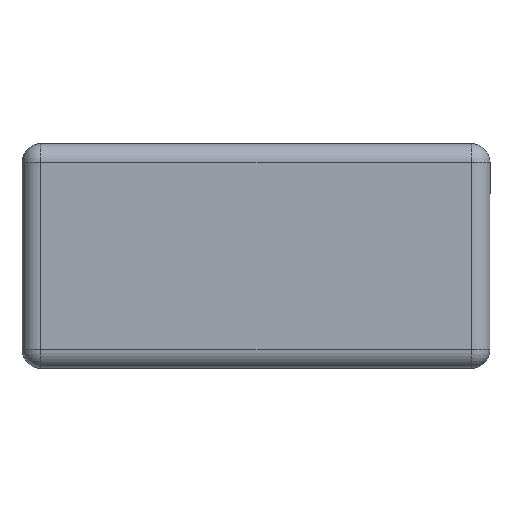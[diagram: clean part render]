
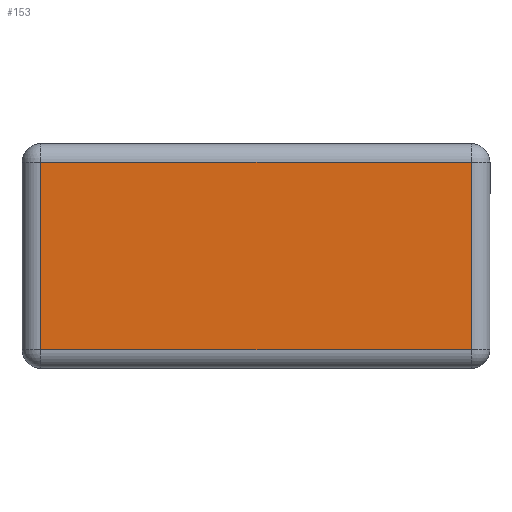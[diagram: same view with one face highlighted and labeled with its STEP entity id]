
A CAD part, left-side view. The second image highlights one B-rep face of the part: STEP entity #153.
In plain terms, the highlighted planar face has unit normal (-1, 0, 0).
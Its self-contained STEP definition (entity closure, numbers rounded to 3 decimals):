
#153 = ADVANCED_FACE( '', ( #273 ), #274, .T. );
#273 = FACE_OUTER_BOUND( '', #371, .T. );
#274 = PLANE( '', #372 );
#371 = EDGE_LOOP( '', ( #586, #587, #588, #589 ) );
#372 = AXIS2_PLACEMENT_3D( '', #590, #591, #592 );
#586 = ORIENTED_EDGE( '', *, *, #675, .T. );
#587 = ORIENTED_EDGE( '', *, *, #683, .T. );
#588 = ORIENTED_EDGE( '', *, *, #626, .T. );
#589 = ORIENTED_EDGE( '', *, *, #699, .T. );
#590 = CARTESIAN_POINT( '', ( -0.25, -0.625, 0.6 ) );
#591 = DIRECTION( '', ( -1., 0., 0. ) );
#592 = DIRECTION( '', ( 0., 0., 1. ) );
#626 = EDGE_CURVE( '', #723, #721, #724, .F. );
#675 = EDGE_CURVE( '', #791, #773, #795, .T. );
#683 = EDGE_CURVE( '', #773, #723, #806, .F. );
#699 = EDGE_CURVE( '', #721, #791, #823, .T. );
#721 = VERTEX_POINT( '', #853 );
#723 = VERTEX_POINT( '', #855 );
#724 = LINE( '', #856, #857 );
#773 = VERTEX_POINT( '', #917 );
#791 = VERTEX_POINT( '', #940 );
#795 = LINE( '', #945, #946 );
#806 = LINE( '', #959, #960 );
#823 = LINE( '', #982, #983 );
#853 = CARTESIAN_POINT( '', ( -0.25, -0.575, 0.55 ) );
#855 = CARTESIAN_POINT( '', ( -0.25, -0.575, 0.05 ) );
#856 = CARTESIAN_POINT( '', ( -0.25, -0.575, 0.6 ) );
#857 = VECTOR( '', #997, 1000. );
#917 = CARTESIAN_POINT( '', ( -0.25, 0.575, 0.05 ) );
#940 = CARTESIAN_POINT( '', ( -0.25, 0.575, 0.55 ) );
#945 = CARTESIAN_POINT( '', ( -0.25, 0.575, 0.6 ) );
#946 = VECTOR( '', #1072, 1000. );
#959 = CARTESIAN_POINT( '', ( -0.25, -0.625, 0.05 ) );
#960 = VECTOR( '', #1081, 1000. );
#982 = CARTESIAN_POINT( '', ( -0.25, 0.625, 0.55 ) );
#983 = VECTOR( '', #1093, 1000. );
#997 = DIRECTION( '', ( 0., 0., -1. ) );
#1072 = DIRECTION( '', ( 0., 0., -1. ) );
#1081 = DIRECTION( '', ( 0., 1., 0. ) );
#1093 = DIRECTION( '', ( 0., 1., 0. ) );
